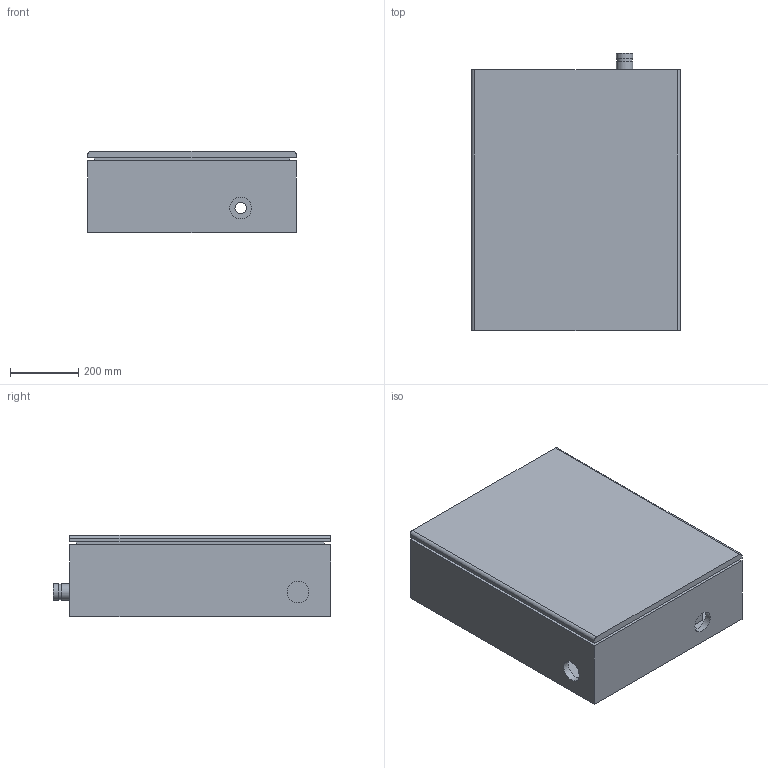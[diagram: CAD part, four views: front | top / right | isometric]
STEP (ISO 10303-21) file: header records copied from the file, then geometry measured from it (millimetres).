
FILE_DESCRIPTION(/* description */ ('This is default description.','CAx-IF Rec.Pracs.---Representation and Presentation of Product Manufacturing Information (PMI)---4.0---2014-10-13'),/* implementation_level */ '2;1');
FILE_NAME(/* name */ 'Victaulic-FP-Vortex 1000 Series 951 Fluid Panel_01.5 Active.stp',/* time_stamp */ '2019-12-04T20:00:24+06:00',/* author */ ('Vjadhav'),/* organization */ ('Victaulic'),/* preprocessor_version */ 'ST-DEVELOPER v17.2',/* originating_system */ 'Autodesk Inventor 2019',/* authorisation */ '');
FILE_SCHEMA (('AP242_MANAGED_MODEL_BASED_3D_ENGINEERING_MIM_LF { 1 0 10303 442 1 1 4 }'));
Length unit declared in the file: inch
Products named in the file (2): 951-01.5 Active; 951-01.5 Active_1
Assembly tree (1 placements, depth 2):
  951-01.5 Active
    951-01.5 Active_1
Bounding box: 609.6 x 810.26 x 236.98 mm (x, y, z)
Volume: 34216352.4 mm3; surface area: 3211670.8 mm2
Topology: 2 solids, 2 shells, 52 faces, 123 edges, 80 vertices
Faces by surface type: plane 37, cylinder 15
Full cylindrical faces by diameter (mm): 7.938 x4, 22.352 x1, 33.401 x1, 40.894 x1, 45.06 x1, 48.26 x3, 63.5 x2
Entity records: 1665 total; most frequent: DIRECTION 273, CARTESIAN_POINT 258, ORIENTED_EDGE 246, EDGE_CURVE 123, AXIS2_PLACEMENT_3D 95, LINE 83, VECTOR 83, VERTEX_POINT 80
